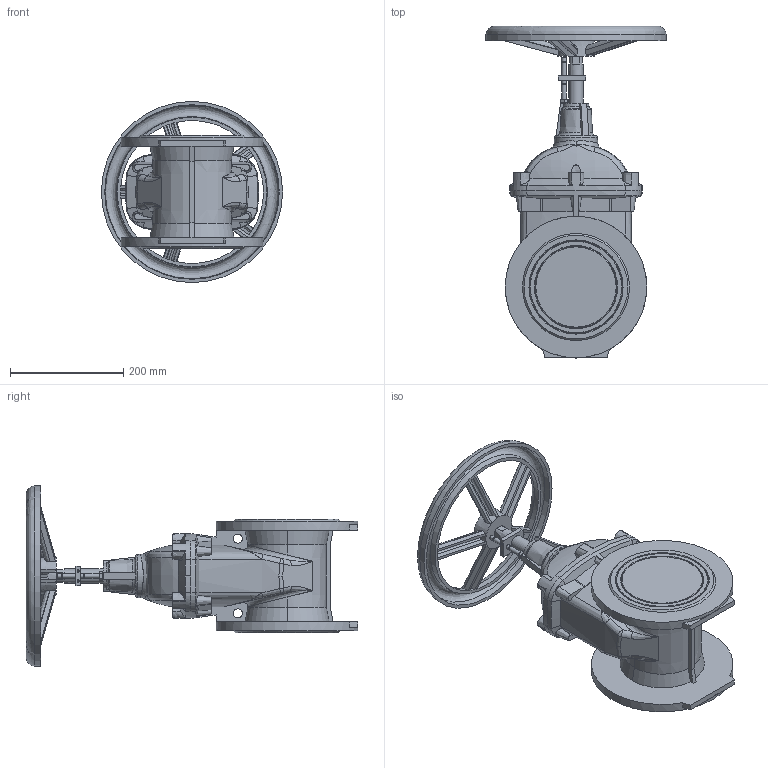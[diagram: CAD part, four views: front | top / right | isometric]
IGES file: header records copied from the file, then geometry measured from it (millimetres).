
Start section: SolidWorks IGES file using analytic representation for surfaces
Global section: file name: 0612535016.IGS; native system: SolidWorks 2012; preprocessor: SolidWorks 2012; author: rozh; date: 140530.142645; units: millimetre
Bounding box: 320 x 586 x 320 mm (x, y, z)
Surface area: 607316.9 mm2 (no closed solid volume)
Topology: 0 solids, 0 shells, 397 faces, 3443 edges, 4373 vertices
Faces by surface type: bspline 207, revolution 190
